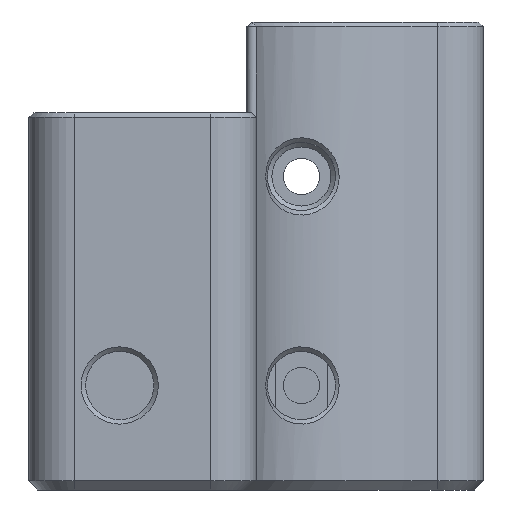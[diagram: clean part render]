
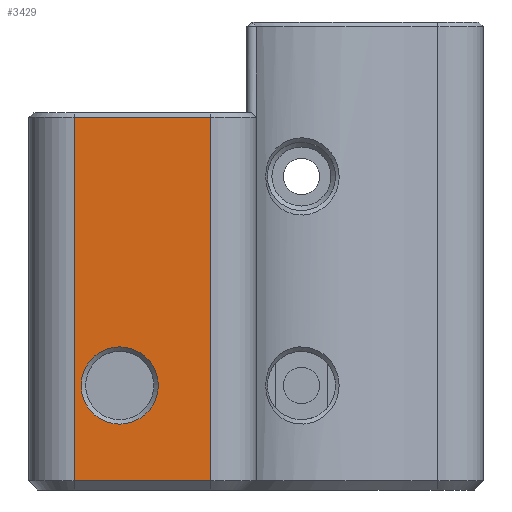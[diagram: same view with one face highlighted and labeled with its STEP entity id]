
A CAD part, left-side view. The second image highlights one B-rep face of the part: STEP entity #3429.
In plain terms, the highlighted planar face has unit normal (-1, 0, 0).
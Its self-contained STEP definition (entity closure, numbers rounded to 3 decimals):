
#22=FACE_BOUND('',#444,.T.);
#77=PLANE('',#3669);
#240=FACE_OUTER_BOUND('',#443,.T.);
#443=EDGE_LOOP('',(#2524,#2525,#2526,#2527));
#444=EDGE_LOOP('',(#2528));
#676=LINE('',#4941,#1088);
#714=LINE('',#5094,#1126);
#715=LINE('',#5098,#1127);
#716=LINE('',#5099,#1128);
#1088=VECTOR('',#3967,10.);
#1126=VECTOR('',#4069,1.);
#1127=VECTOR('',#4074,1.);
#1128=VECTOR('',#4075,10.);
#1495=CIRCLE('',#3670,4.25);
#1575=VERTEX_POINT('',#4933);
#1577=VERTEX_POINT('',#4939);
#1613=VERTEX_POINT('',#5093);
#1614=VERTEX_POINT('',#5097);
#1615=VERTEX_POINT('',#5100);
#1899=EDGE_CURVE('',#1577,#1575,#676,.T.);
#1954=EDGE_CURVE('',#1575,#1613,#714,.T.);
#1956=EDGE_CURVE('',#1614,#1577,#715,.T.);
#1957=EDGE_CURVE('',#1613,#1614,#716,.T.);
#1958=EDGE_CURVE('',#1615,#1615,#1495,.T.);
#2524=ORIENTED_EDGE('',*,*,#1899,.F.);
#2525=ORIENTED_EDGE('',*,*,#1956,.F.);
#2526=ORIENTED_EDGE('',*,*,#1957,.F.);
#2527=ORIENTED_EDGE('',*,*,#1954,.F.);
#2528=ORIENTED_EDGE('',*,*,#1958,.F.);
#3429=ADVANCED_FACE('',(#240,#22),#77,.T.);
#3669=AXIS2_PLACEMENT_3D('',#5096,#4072,#4073);
#3670=AXIS2_PLACEMENT_3D('',#5101,#4076,#4077);
#3967=DIRECTION('',(0.,1.,0.));
#4069=DIRECTION('',(0.,0.,1.));
#4072=DIRECTION('center_axis',(-1.,0.,0.));
#4073=DIRECTION('ref_axis',(0.,-1.,0.));
#4074=DIRECTION('',(0.,0.,-1.));
#4075=DIRECTION('',(0.,-1.,0.));
#4076=DIRECTION('center_axis',(-1.,0.,0.));
#4077=DIRECTION('ref_axis',(0.,0.,
-1.));
#4933=CARTESIAN_POINT('',(-48.,28.,-1.5));
#4939=CARTESIAN_POINT('',(-48.,13.,-1.5));
#4941=CARTESIAN_POINT('',(-48.,21.5,-1.5));
#5093=CARTESIAN_POINT('',(-48.,28.,38.5));
#5094=CARTESIAN_POINT('',(-48.,28.,1.));
#5096=CARTESIAN_POINT('Origin',(-48.,33.,1.));
#5097=CARTESIAN_POINT('',(-48.,13.,38.5));
#5098=CARTESIAN_POINT('',(-48.,13.,1.));
#5099=CARTESIAN_POINT('',(-48.,28.25,38.5));
#5100=CARTESIAN_POINT('',(-48.,23.,13.25));
#5101=CARTESIAN_POINT('Origin',(-48.,23.,9.));
